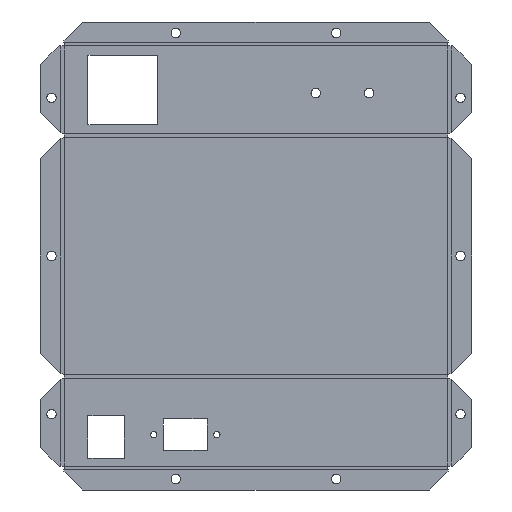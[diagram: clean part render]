
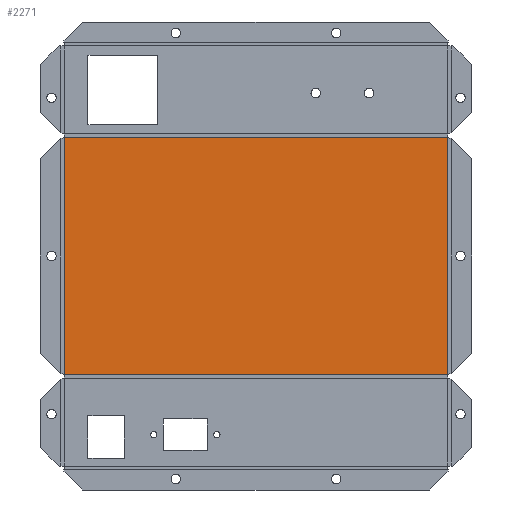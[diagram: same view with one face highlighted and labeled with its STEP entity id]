
A CAD part, front view. The second image highlights one B-rep face of the part: STEP entity #2271.
In plain terms, the highlighted planar face has unit normal (0, -1, 0).
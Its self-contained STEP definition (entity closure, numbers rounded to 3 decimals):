
#178=PLANE('',#2462);
#306=FACE_OUTER_BOUND('',#454,.T.);
#454=EDGE_LOOP('',(#2066,#2067,#2068,#2069));
#604=LINE('',#3416,#850);
#618=LINE('',#3475,#864);
#717=LINE('',#3748,#963);
#718=LINE('',#3749,#964);
#850=VECTOR('',#2782,10.);
#864=VECTOR('',#2814,10.);
#963=VECTOR('',#3039,10.);
#964=VECTOR('',#3040,10.);
#1142=VERTEX_POINT('',#3410);
#1143=VERTEX_POINT('',#3415);
#1154=VERTEX_POINT('',#3469);
#1155=VERTEX_POINT('',#3474);
#1370=EDGE_CURVE('',#1143,#1142,#604,.T.);
#1390=EDGE_CURVE('',#1155,#1154,#618,.T.);
#1506=EDGE_CURVE('',#1142,#1155,#717,.T.);
#1507=EDGE_CURVE('',#1154,#1143,#718,.T.);
#2066=ORIENTED_EDGE('',*,*,#1370,.T.);
#2067=ORIENTED_EDGE('',*,*,#1506,.T.);
#2068=ORIENTED_EDGE('',*,*,#1390,.T.);
#2069=ORIENTED_EDGE('',*,*,#1507,.T.);
#2271=ADVANCED_FACE('',(#306),#178,.F.);
#2462=AXIS2_PLACEMENT_3D('',#3747,#3037,#3038);
#2782=DIRECTION('',(0.,0.,-1.));
#2814=DIRECTION('',(0.,0.,1.));
#3037=DIRECTION('center_axis',(0.,1.,0.));
#3038=DIRECTION('ref_axis',(0.,0.,1.));
#3039=DIRECTION('',(1.,0.,0.));
#3040=DIRECTION('',(-1.,0.,0.));
#3410=CARTESIAN_POINT('',(-246.,0.,-153.));
#3415=CARTESIAN_POINT('',(-246.,0.,-2.));
#3416=CARTESIAN_POINT('',(-246.,0.,-39.75));
#3469=CARTESIAN_POINT('',(-2.,0.,-2.));
#3474=CARTESIAN_POINT('',(-2.,0.,-153.));
#3475=CARTESIAN_POINT('',(-2.,0.,-115.25));
#3747=CARTESIAN_POINT('Origin',(-124.,0.,-77.5));
#3748=CARTESIAN_POINT('',(-186.,0.,-153.));
#3749=CARTESIAN_POINT('',(-62.,0.,-2.));
